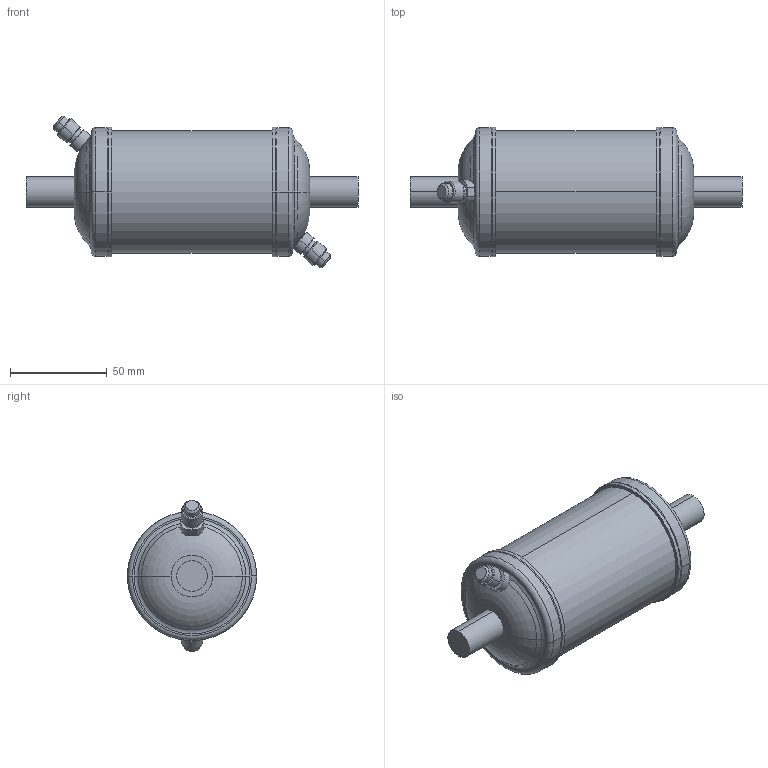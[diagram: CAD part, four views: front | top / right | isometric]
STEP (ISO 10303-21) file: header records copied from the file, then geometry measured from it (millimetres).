
FILE_DESCRIPTION (( 'STEP AP203' ), '1' );
FILE_NAME ('023Z1009R - DAS 164sVV.STEP', '2022-12-22T11:03:50', ( '' ), ( '' ), 'SwSTEP 2.0', 'SolidWorks 2020', '' );
FILE_SCHEMA (( 'CONFIG_CONTROL_DESIGN' ));
Length unit declared in the file: millimetre
Products named in the file (1): 023Z1009R - DAS 164sVV
Bounding box: 172 x 67 x 78.48 mm (x, y, z)
Volume: 381066.3 mm3; surface area: 33126 mm2
Topology: 1 solids, 1 shells, 102 faces, 226 edges, 140 vertices
Faces by surface type: cylinder 36, plane 24, cone 22, torus 20
Entity records: 3061 total; most frequent: CARTESIAN_POINT 631, DIRECTION 552, ORIENTED_EDGE 452, AXIS2_PLACEMENT_3D 243, EDGE_CURVE 226, VERTEX_POINT 140, CIRCLE 140, EDGE_LOOP 120
